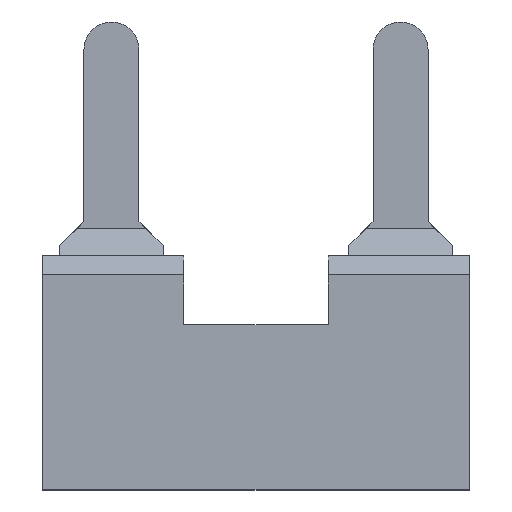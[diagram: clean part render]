
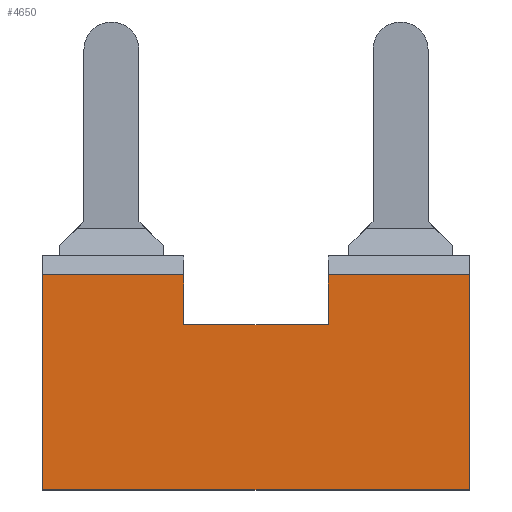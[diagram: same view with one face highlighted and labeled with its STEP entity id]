
A CAD part, top view. The second image highlights one B-rep face of the part: STEP entity #4650.
In plain terms, the highlighted face is planar.
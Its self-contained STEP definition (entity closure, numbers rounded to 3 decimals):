
#360=CARTESIAN_POINT('',(0.,0.,0.));
#370=VERTEX_POINT('',#360);
#400=CARTESIAN_POINT('',(0.,13.857,0.));
#410=DIRECTION('',(0.,1.,0.));
#420=VECTOR('',#410,1.);
#430=LINE('',#400,#420);
#440=CARTESIAN_POINT('',(0.,15.621,0.));
#450=VERTEX_POINT('',#440);
#460=EDGE_CURVE('',#370,#450,#430,.T.);
#1560=CARTESIAN_POINT('',(31.,15.621,0.));
#1570=VERTEX_POINT('',#1560);
#1600=CARTESIAN_POINT('',(31.,13.857,0.));
#1610=DIRECTION('',(0.,1.,0.));
#1620=VECTOR('',#1610,1.);
#1630=LINE('',#1600,#1620);
#1640=CARTESIAN_POINT('',(31.,0.,0.));
#1650=VERTEX_POINT('',#1640);
#1660=EDGE_CURVE('',#1650,#1570,#1630,.T.);
#2030=CARTESIAN_POINT('',(10.25,15.621,0.))
;
#2040=VERTEX_POINT('',#2030);
#2070=CARTESIAN_POINT('',(10.25,13.857,0.))
;
#2080=DIRECTION('',(0.,-1.,0.));
#2090=VECTOR('',#2080,1.);
#2100=LINE('',#2070,#2090);
#2110=CARTESIAN_POINT('',(10.25,12.,0.));
#2120=VERTEX_POINT('',#2110);
#2130=EDGE_CURVE('',#2040,#2120,#2100,.T.);
#4250=CARTESIAN_POINT('',(0.,0.,0.));
#4260=DIRECTION('',(-0.,0.,1.));
#4270=DIRECTION('',(0.,-1.,0.));
#4280=AXIS2_PLACEMENT_3D('',#4250,#4260,#4270);
#4290=PLANE('',#4280);
#4300=CARTESIAN_POINT('',(20.75,13.857,0.))
;
#4310=DIRECTION('',(0.,1.,0.));
#4320=VECTOR('',#4310,1.);
#4330=LINE('',#4300,#4320);
#4340=CARTESIAN_POINT('',(20.75,12.,0.));
#4350=VERTEX_POINT('',#4340);
#4360=CARTESIAN_POINT('',(20.75,15.621,0.))
;
#4370=VERTEX_POINT('',#4360);
#4380=EDGE_CURVE('',#4350,#4370,#4330,.T.);
#4390=ORIENTED_EDGE('',*,*,#4380,.T.);
#4400=CARTESIAN_POINT('',(0.,12.,0.));
#4410=DIRECTION('',(1.,0.,0.));
#4420=VECTOR('',#4410,1.);
#4430=LINE('',#4400,#4420);
#4440=EDGE_CURVE('',#2120,#4350,#4430,.T.);
#4450=ORIENTED_EDGE('',*,*,#4440,.T.);
#4460=ORIENTED_EDGE('',*,*,#2130,.T.);
#4470=CARTESIAN_POINT('',(0.,15.621,0.));
#4480=DIRECTION('',(1.,0.,0.));
#4490=VECTOR('',#4480,1.);
#4500=LINE('',#4470,#4490);
#4510=EDGE_CURVE('',#450,#2040,#4500,.T.);
#4520=ORIENTED_EDGE('',*,*,#4510,.T.);
#4530=ORIENTED_EDGE('',*,*,#460,.T.);
#4540=CARTESIAN_POINT('',(0.,0.,0.));
#4550=DIRECTION('',(1.,0.,0.));
#4560=VECTOR('',#4550,1.);
#4570=LINE('',#4540,#4560);
#4580=EDGE_CURVE('',#370,#1650,#4570,.T.);
#4590=ORIENTED_EDGE('',*,*,#4580,.F.);
#4600=ORIENTED_EDGE('',*,*,#1660,.F.);
#4610=EDGE_CURVE('',#4370,#1570,#4500,.T.);
#4620=ORIENTED_EDGE('',*,*,#4610,.T.);
#4630=EDGE_LOOP('',(#4620,#4600,#4590,#4530,#4520,#4460,#4450,#4390));
#4640=FACE_OUTER_BOUND('',#4630,.T.);
#4650=ADVANCED_FACE('',(#4640),#4290,.F.);
